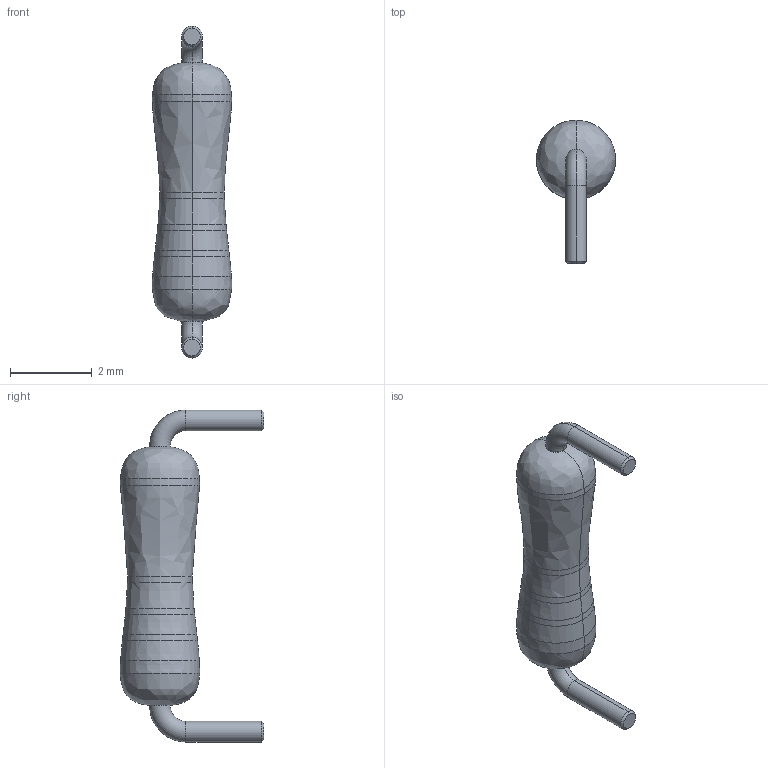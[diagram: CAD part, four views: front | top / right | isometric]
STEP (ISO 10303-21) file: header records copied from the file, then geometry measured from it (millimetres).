
FILE_DESCRIPTION (( 'STEP AP214' ), '1' );
FILE_NAME ('User Library-Resistencia-1.STEP', '2012-03-29T09:24:19', ( 'sysAdmin' ), ( 'SolidWorks' ), 'SwSTEP 2.0', 'SolidWorks 2012', '' );
FILE_SCHEMA (( 'AUTOMOTIVE_DESIGN' ));
Length unit declared in the file: inch
Products named in the file (1): User Library-Resistencia-1
Bounding box: 1.95 x 3.51 x 8.13 mm (x, y, z)
Volume: 16.3 mm3; surface area: 46.8 mm2
Topology: 1 solids, 1 shells, 40 faces, 78 edges, 40 vertices
Faces by surface type: bspline 22, cylinder 8, torus 4, cone 4, plane 2
Entity records: 1790 total; most frequent: CARTESIAN_POINT 575, ORIENTED_EDGE 156, DIRECTION 138, EDGE_CURVE 78, AXIS2_PLACEMENT_3D 63, CIRCLE 44, ADVANCED_FACE 40, FACE_OUTER_BOUND 40
